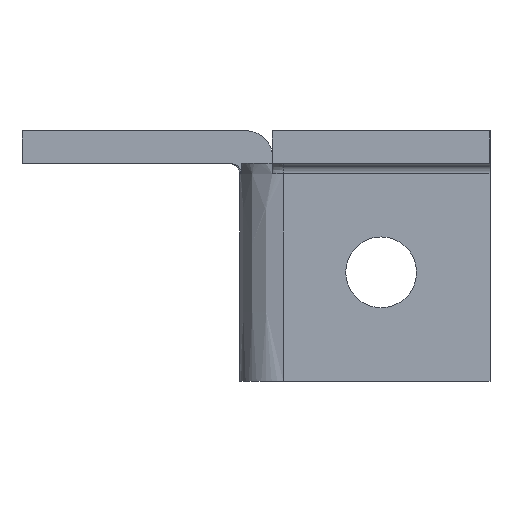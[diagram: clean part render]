
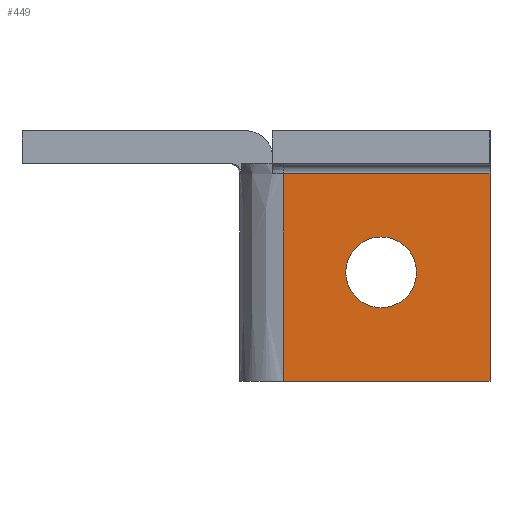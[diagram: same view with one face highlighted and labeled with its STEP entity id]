
A CAD part, left-side view. The second image highlights one B-rep face of the part: STEP entity #449.
In plain terms, the highlighted planar face has unit normal (-1, 0, 0).
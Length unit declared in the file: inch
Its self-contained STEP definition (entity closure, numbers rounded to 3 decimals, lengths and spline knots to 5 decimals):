
#293=EDGE_CURVE('',#745,#746,#747,.T.);
#343=EDGE_CURVE('',#822,#745,#823,.T.);
#449=ADVANCED_FACE('',(#971,#972),#973,.T.);
#507=EDGE_CURVE('',#1048,#746,#1049,.T.);
#745=VERTEX_POINT('',#1397);
#746=VERTEX_POINT('',#1398);
#747=LINE('',#1399,#1400);
#822=VERTEX_POINT('',#1549);
#823=LINE('',#1550,#1551);
#971=FACE_BOUND('',#2286,.T.);
#972=FACE_OUTER_BOUND('',#2287,.T.);
#973=PLANE('',#2288);
#1048=VERTEX_POINT('',#2435);
#1049=LINE('',#2436,#2437);
#1397=CARTESIAN_POINT('',(0.,1.1875,0.));
#1398=CARTESIAN_POINT('',(0.,0.0,0.));
#1399=CARTESIAN_POINT('',(0.,0.0,0.));
#1400=VECTOR('',#2940,1.0);
#1549=CARTESIAN_POINT('',(0.,1.1875,1.19));
#1550=CARTESIAN_POINT('',(0.,1.1875,1.25));
#1551=VECTOR('',#3022,1.0);
#2286=EDGE_LOOP('',(#3234,#3235,#3236,#3237));
#2287=EDGE_LOOP('',(#3238,#3239,#3240,#3241));
#2288=AXIS2_PLACEMENT_3D('',#3242,#3243,#3244);
#2435=CARTESIAN_POINT('',(0.,0.0,1.19));
#2436=CARTESIAN_POINT('',(0.,0.0,1.25));
#2437=VECTOR('',#3344,1.0);
#2940=DIRECTION('',(0.0,-1.0,0.0));
#3022=DIRECTION('',(0.0,0.0,-1.0));
#3234=ORIENTED_EDGE('',*,*,#3547,.T.);
#3235=ORIENTED_EDGE('',*,*,#3472,.T.);
#3236=ORIENTED_EDGE('',*,*,#3589,.T.);
#3237=ORIENTED_EDGE('',*,*,#3526,.T.);
#3238=ORIENTED_EDGE('',*,*,#3556,.F.);
#3239=ORIENTED_EDGE('',*,*,#343,.T.);
#3240=ORIENTED_EDGE('',*,*,#293,.T.);
#3241=ORIENTED_EDGE('',*,*,#507,.F.);
#3242=CARTESIAN_POINT('',(0.,0.59375,1.25));
#3243=DIRECTION('',(-1.0,0.0,0.0));
#3244=DIRECTION('',(0.0,1.0,0.0));
#3344=DIRECTION('',(0.0,0.0,-1.0));
#3472=EDGE_CURVE('',#3619,#3620,#3621,.T.);
#3526=EDGE_CURVE('',#3696,#3697,#3698,.T.);
#3547=EDGE_CURVE('',#3697,#3619,#3725,.T.);
#3556=EDGE_CURVE('',#822,#1048,#3736,.T.);
#3589=EDGE_CURVE('',#3620,#3696,#3774,.T.);
#3619=VERTEX_POINT('',#3804);
#3620=VERTEX_POINT('',#3805);
#3621=B_SPLINE_CURVE_WITH_KNOTS('',3,(#3806,#3807,#3808,#3809),.UNSPECIFIED.,.F.,.F.,(4,4),(-1.0,-0.0),.UNSPECIFIED.);
#3696=VERTEX_POINT('',#3995);
#3697=VERTEX_POINT('',#3996);
#3698=B_SPLINE_CURVE_WITH_KNOTS('',3,(#3997,#3998,#3999,#4000),.UNSPECIFIED.,.F.,.F.,(4,4),(-1.0,-0.0),.UNSPECIFIED.);
#3725=B_SPLINE_CURVE_WITH_KNOTS('',3,(#4048,#4049,#4050,#4051),.UNSPECIFIED.,.F.,.F.,(4,4),(-1.0,-0.0),.UNSPECIFIED.);
#3736=LINE('',#4072,#4073);
#3774=B_SPLINE_CURVE_WITH_KNOTS('',3,(#4157,#4158,#4159,#4160),.UNSPECIFIED.,.F.,.F.,(4,4),(-1.0,-0.0),.UNSPECIFIED.);
#3804=CARTESIAN_POINT('',(0.,0.625,0.42188));
#3805=CARTESIAN_POINT('',(0.,0.82812,0.625));
#3806=CARTESIAN_POINT('',(0.,0.625,0.42188));
#3807=CARTESIAN_POINT('',(0.,0.73718,0.42188));
#3808=CARTESIAN_POINT('',(0.,0.82812,0.51282));
#3809=CARTESIAN_POINT('',(0.,0.82812,0.625));
#3995=CARTESIAN_POINT('',(0.,0.625,0.82813));
#3996=CARTESIAN_POINT('',(0.,0.42187,0.625));
#3997=CARTESIAN_POINT('',(0.,0.625,0.82813));
#3998=CARTESIAN_POINT('',(0.,0.51282,0.82813));
#3999=CARTESIAN_POINT('',(0.,0.42187,0.73718));
#4000=CARTESIAN_POINT('',(0.,0.42187,0.625));
#4048=CARTESIAN_POINT('',(0.,0.42187,0.625));
#4049=CARTESIAN_POINT('',(0.,0.42187,0.51282));
#4050=CARTESIAN_POINT('',(0.,0.51282,0.42188));
#4051=CARTESIAN_POINT('',(0.,0.625,0.42188));
#4072=CARTESIAN_POINT('',(0.,0.60938,1.19));
#4073=VECTOR('',#4229,1.0);
#4157=CARTESIAN_POINT('',(0.,0.82812,0.625));
#4158=CARTESIAN_POINT('',(0.,0.82812,0.73718));
#4159=CARTESIAN_POINT('',(0.,0.73718,0.82813));
#4160=CARTESIAN_POINT('',(0.,0.625,0.82813));
#4229=DIRECTION('',(0.0,-1.0,0.0));
